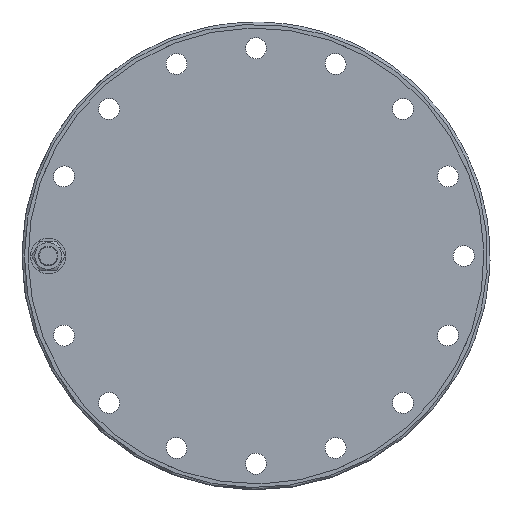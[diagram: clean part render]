
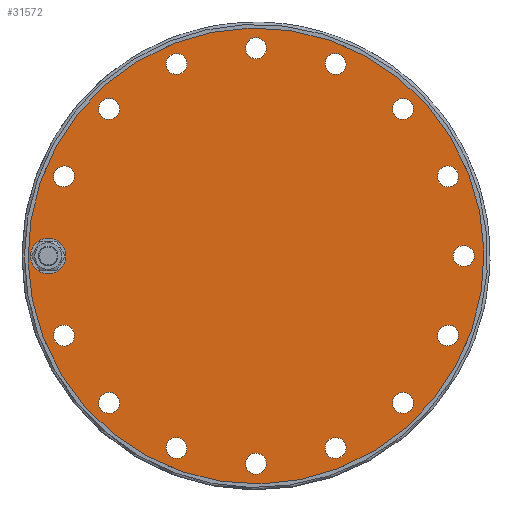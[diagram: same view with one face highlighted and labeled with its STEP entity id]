
A CAD part, left-side view. The second image highlights one B-rep face of the part: STEP entity #31572.
In plain terms, the highlighted planar face has unit normal (-1, 0, 0).
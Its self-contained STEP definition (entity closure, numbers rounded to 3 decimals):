
#7834=PLANE('',#33128);
#8275=FACE_BOUND('',#12118,.T.);
#8276=FACE_BOUND('',#12119,.T.);
#8277=FACE_BOUND('',#12120,.T.);
#8278=FACE_BOUND('',#12121,.T.);
#8279=FACE_BOUND('',#12122,.T.);
#8280=FACE_BOUND('',#12123,.T.);
#8281=FACE_BOUND('',#12124,.T.);
#8282=FACE_BOUND('',#12125,.T.);
#8283=FACE_BOUND('',#12126,.T.);
#8284=FACE_BOUND('',#12127,.T.);
#8285=FACE_BOUND('',#12128,.T.);
#8286=FACE_BOUND('',#12129,.T.);
#8287=FACE_BOUND('',#12130,.T.);
#8288=FACE_BOUND('',#12131,.T.);
#8289=FACE_BOUND('',#12132,.T.);
#8290=FACE_BOUND('',#12133,.T.);
#10025=FACE_OUTER_BOUND('',#12117,.T.);
#12117=EDGE_LOOP('',(#29708));
#12118=EDGE_LOOP('',(#29709));
#12119=EDGE_LOOP('',(#29710));
#12120=EDGE_LOOP('',(#29711));
#12121=EDGE_LOOP('',(#29712));
#12122=EDGE_LOOP('',(#29713));
#12123=EDGE_LOOP('',(#29714));
#12124=EDGE_LOOP('',(#29715));
#12125=EDGE_LOOP('',(#29716));
#12126=EDGE_LOOP('',(#29717));
#12127=EDGE_LOOP('',(#29718));
#12128=EDGE_LOOP('',(#29719));
#12129=EDGE_LOOP('',(#29720));
#12130=EDGE_LOOP('',(#29721));
#12131=EDGE_LOOP('',(#29722));
#12132=EDGE_LOOP('',(#29723));
#12133=EDGE_LOOP('',(#29724));
#12532=CIRCLE('',#33079,13.);
#12534=CIRCLE('',#33082,13.);
#12536=CIRCLE('',#33085,13.);
#12538=CIRCLE('',#33088,13.);
#12540=CIRCLE('',#33091,13.);
#12542=CIRCLE('',#33094,13.);
#12544=CIRCLE('',#33097,13.);
#12546=CIRCLE('',#33100,13.);
#12548=CIRCLE('',#33103,13.);
#12550=CIRCLE('',#33106,13.);
#12552=CIRCLE('',#33109,13.);
#12554=CIRCLE('',#33112,13.);
#12556=CIRCLE('',#33115,13.);
#12558=CIRCLE('',#33118,13.);
#12560=CIRCLE('',#33121,13.);
#12562=CIRCLE('',#33124,13.);
#12565=CIRCLE('',#33129,282.5);
#16846=VERTEX_POINT('',#58727);
#16848=VERTEX_POINT('',#58732);
#16850=VERTEX_POINT('',#58737);
#16852=VERTEX_POINT('',#58742);
#16854=VERTEX_POINT('',#58747);
#16856=VERTEX_POINT('',#58752);
#16858=VERTEX_POINT('',#58757);
#16860=VERTEX_POINT('',#58762);
#16862=VERTEX_POINT('',#58767);
#16864=VERTEX_POINT('',#58772);
#16866=VERTEX_POINT('',#58777);
#16868=VERTEX_POINT('',#58782);
#16870=VERTEX_POINT('',#58787);
#16872=VERTEX_POINT('',#58792);
#16874=VERTEX_POINT('',#58797);
#16876=VERTEX_POINT('',#58802);
#16879=VERTEX_POINT('',#58810);
#21135=EDGE_CURVE('',#16846,#16846,#12532,.T.);
#21137=EDGE_CURVE('',#16848,#16848,#12534,.T.);
#21139=EDGE_CURVE('',#16850,#16850,#12536,.T.);
#21141=EDGE_CURVE('',#16852,#16852,#12538,.T.);
#21143=EDGE_CURVE('',#16854,#16854,#12540,.T.);
#21145=EDGE_CURVE('',#16856,#16856,#12542,.T.);
#21147=EDGE_CURVE('',#16858,#16858,#12544,.T.);
#21149=EDGE_CURVE('',#16860,#16860,#12546,.T.);
#21151=EDGE_CURVE('',#16862,#16862,#12548,.T.);
#21153=EDGE_CURVE('',#16864,#16864,#12550,.T.);
#21155=EDGE_CURVE('',#16866,#16866,#12552,.T.);
#21157=EDGE_CURVE('',#16868,#16868,#12554,.T.);
#21159=EDGE_CURVE('',#16870,#16870,#12556,.T.);
#21161=EDGE_CURVE('',#16872,#16872,#12558,.T.);
#21163=EDGE_CURVE('',#16874,#16874,#12560,.T.);
#21165=EDGE_CURVE('',#16876,#16876,#12562,.T.);
#21168=EDGE_CURVE('',#16879,#16879,#12565,.T.);
#29708=ORIENTED_EDGE('',*,*,#21168,.F.);
#29709=ORIENTED_EDGE('',*,*,#21135,.T.);
#29710=ORIENTED_EDGE('',*,*,#21137,.T.);
#29711=ORIENTED_EDGE('',*,*,#21139,.T.);
#29712=ORIENTED_EDGE('',*,*,#21141,.T.);
#29713=ORIENTED_EDGE('',*,*,#21143,.T.);
#29714=ORIENTED_EDGE('',*,*,#21145,.T.);
#29715=ORIENTED_EDGE('',*,*,#21147,.T.);
#29716=ORIENTED_EDGE('',*,*,#21149,.T.);
#29717=ORIENTED_EDGE('',*,*,#21151,.T.);
#29718=ORIENTED_EDGE('',*,*,#21153,.T.);
#29719=ORIENTED_EDGE('',*,*,#21155,.T.);
#29720=ORIENTED_EDGE('',*,*,#21157,.T.);
#29721=ORIENTED_EDGE('',*,*,#21159,.T.);
#29722=ORIENTED_EDGE('',*,*,#21161,.T.);
#29723=ORIENTED_EDGE('',*,*,#21163,.T.);
#29724=ORIENTED_EDGE('',*,*,#21165,.T.);
#31572=ADVANCED_FACE('',(#10025,#8275,#8276,#8277,#8278,#8279,#8280,#8281,
#8282,#8283,#8284,#8285,#8286,#8287,#8288,#8289,#8290),#7834,.T.);
#33079=AXIS2_PLACEMENT_3D('',#58728,#38416,#38417);
#33082=AXIS2_PLACEMENT_3D('',#58733,#38422,#38423);
#33085=AXIS2_PLACEMENT_3D('',#58738,#38428,#38429);
#33088=AXIS2_PLACEMENT_3D('',#58743,#38434,#38435);
#33091=AXIS2_PLACEMENT_3D('',#58748,#38440,#38441);
#33094=AXIS2_PLACEMENT_3D('',#58753,#38446,#38447);
#33097=AXIS2_PLACEMENT_3D('',#58758,#38452,#38453);
#33100=AXIS2_PLACEMENT_3D('',#58763,#38458,#38459);
#33103=AXIS2_PLACEMENT_3D('',#58768,#38464,#38465);
#33106=AXIS2_PLACEMENT_3D('',#58773,#38470,#38471);
#33109=AXIS2_PLACEMENT_3D('',#58778,#38476,#38477);
#33112=AXIS2_PLACEMENT_3D('',#58783,#38482,#38483);
#33115=AXIS2_PLACEMENT_3D('',#58788,#38488,#38489);
#33118=AXIS2_PLACEMENT_3D('',#58793,#38494,#38495);
#33121=AXIS2_PLACEMENT_3D('',#58798,#38500,#38501);
#33124=AXIS2_PLACEMENT_3D('',#58803,#38506,#38507);
#33128=AXIS2_PLACEMENT_3D('',#58809,#38514,#38515);
#33129=AXIS2_PLACEMENT_3D('',#58811,#38516,#38517);
#38416=DIRECTION('center_axis',(1.,0.,0.));
#38417=DIRECTION('ref_axis',(0.,0.383,0.924));
#38422=DIRECTION('center_axis',(1.,0.,0.));
#38423=DIRECTION('ref_axis',(0.,0.707,0.707));
#38428=DIRECTION('center_axis',(1.,0.,0.));
#38429=DIRECTION('ref_axis',(0.,0.924,0.383));
#38434=DIRECTION('center_axis',(1.,0.,0.));
#38435=DIRECTION('ref_axis',(0.,1.,0.));
#38440=DIRECTION('center_axis',(1.,0.,0.));
#38441=DIRECTION('ref_axis',(0.,0.924,-0.383));
#38446=DIRECTION('center_axis',(1.,0.,0.));
#38447=DIRECTION('ref_axis',(0.,0.707,-0.707));
#38452=DIRECTION('center_axis',(1.,0.,0.));
#38453=DIRECTION('ref_axis',(0.,0.383,-0.924));
#38458=DIRECTION('center_axis',(1.,0.,0.));
#38459=DIRECTION('ref_axis',(0.,0.,-1.));
#38464=DIRECTION('center_axis',(1.,0.,0.));
#38465=DIRECTION('ref_axis',(0.,-0.383,-0.924));
#38470=DIRECTION('center_axis',(1.,0.,0.));
#38471=DIRECTION('ref_axis',(0.,-0.707,-0.707));
#38476=DIRECTION('center_axis',(1.,0.,0.));
#38477=DIRECTION('ref_axis',(0.,-0.924,-0.383));
#38482=DIRECTION('center_axis',(1.,0.,0.));
#38483=DIRECTION('ref_axis',(0.,-1.,0.));
#38488=DIRECTION('center_axis',(1.,0.,0.));
#38489=DIRECTION('ref_axis',(0.,-0.924,0.383));
#38494=DIRECTION('center_axis',(1.,0.,0.));
#38495=DIRECTION('ref_axis',(0.,-0.707,0.707));
#38500=DIRECTION('center_axis',(1.,0.,0.));
#38501=DIRECTION('ref_axis',(0.,-0.383,0.924));
#38506=DIRECTION('center_axis',(1.,0.,0.));
#38507=DIRECTION('ref_axis',(0.,0.,1.));
#38514=DIRECTION('center_axis',(-1.,0.,0.));
#38515=DIRECTION('ref_axis',(0.,0.,1.));
#38516=DIRECTION('center_axis',(1.,0.,0.));
#38517=DIRECTION('ref_axis',(0.,1.,0.));
#58727=CARTESIAN_POINT('',(0.,209.129,-155.07));
#58728=CARTESIAN_POINT('Origin',(0.,214.103,
-143.059));
#58732=CARTESIAN_POINT('',(0.,133.867,-223.296));
#58733=CARTESIAN_POINT('Origin',(0.,143.059,
-214.103));
#58737=CARTESIAN_POINT('',(0.,38.225,-257.527));
#58738=CARTESIAN_POINT('Origin',(0.,50.236,
-252.552));
#58742=CARTESIAN_POINT('',(0.,-63.236,-252.552));
#58743=CARTESIAN_POINT('Origin',(0.,-50.236,
-252.552));
#58747=CARTESIAN_POINT('',(0.,-155.07,-209.129));
#58748=CARTESIAN_POINT('Origin',(0.,-143.059,
-214.103));
#58752=CARTESIAN_POINT('',(0.,-223.296,-133.867));
#58753=CARTESIAN_POINT('Origin',(0.,-214.103,
-143.059));
#58757=CARTESIAN_POINT('',(0.,-257.527,-38.225));
#58758=CARTESIAN_POINT('Origin',(0.,-252.552,
-50.236));
#58762=CARTESIAN_POINT('',(0.,-252.552,63.236));
#58763=CARTESIAN_POINT('Origin',(0.,-252.552,
50.236));
#58767=CARTESIAN_POINT('',(0.,-209.129,155.07));
#58768=CARTESIAN_POINT('Origin',(0.,-214.103,
143.059));
#58772=CARTESIAN_POINT('',(0.,-133.867,223.296));
#58773=CARTESIAN_POINT('Origin',(0.,-143.059,
214.103));
#58777=CARTESIAN_POINT('',(0.,-38.225,257.527));
#58778=CARTESIAN_POINT('Origin',(0.,-50.236,
252.552));
#58782=CARTESIAN_POINT('',(0.,63.236,252.552));
#58783=CARTESIAN_POINT('Origin',(0.,50.236,
252.552));
#58787=CARTESIAN_POINT('',(0.,155.07,209.129));
#58788=CARTESIAN_POINT('Origin',(0.,143.059,
214.103));
#58792=CARTESIAN_POINT('',(0.,223.296,133.867));
#58793=CARTESIAN_POINT('Origin',(0.,214.103,
143.059));
#58797=CARTESIAN_POINT('',(0.,257.527,38.225));
#58798=CARTESIAN_POINT('Origin',(0.,252.552,
50.236));
#58802=CARTESIAN_POINT('',(0.,252.552,-63.236));
#58803=CARTESIAN_POINT('Origin',(0.,252.552,
-50.236));
#58809=CARTESIAN_POINT('Origin',(0.,141.25,0.));
#58810=CARTESIAN_POINT('',(0.,282.5,0.));
#58811=CARTESIAN_POINT('Origin',(0.,0.,0.));
